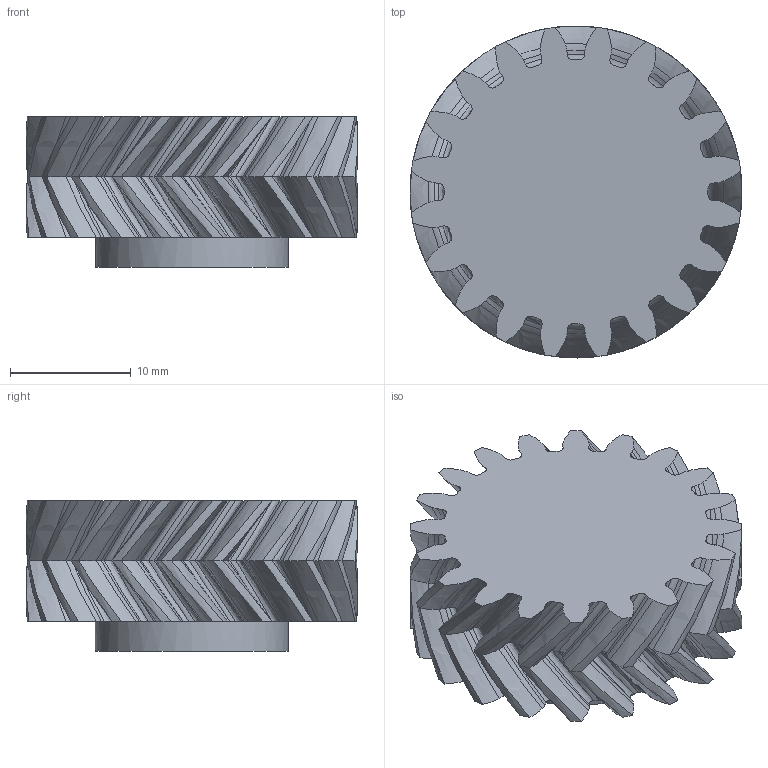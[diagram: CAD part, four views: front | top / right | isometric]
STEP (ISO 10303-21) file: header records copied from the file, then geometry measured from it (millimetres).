
FILE_DESCRIPTION(('FreeCAD Model'),'2;1');
FILE_NAME('pan-pinion.step','2020-03-28T12:26:41',('Author'),(''), 'Open CASCADE STEP processor 7.3','FreeCAD','Unknown');
FILE_SCHEMA(('AUTOMOTIVE_DESIGN { 1 0 10303 214 1 1 1 1 }'));
Length unit declared in the file: millimetre
Products named in the file (1): pan-pinion-with-base-shaft-and-chamfer
Bounding box: 27.5 x 27.5 x 12.5 mm (x, y, z)
Volume: 5154.5 mm3; surface area: 3080.8 mm2
Topology: 1 solids, 1 shells, 411 faces, 1018 edges, 611 vertices
Faces by surface type: bspline 400, plane 6, cylinder 3, cone 2
Full cylindrical faces by diameter (mm): 16 x1
Entity records: 39598 total; most frequent: CARTESIAN_POINT 21436, ORIENTED_EDGE 2036, PCURVE 2036, DEFINITIONAL_REPRESENTATION 2036, DIRECTION 1275, B_SPLINE_CURVE_WITH_KNOTS 1254, LINE 1227, VECTOR 1227
